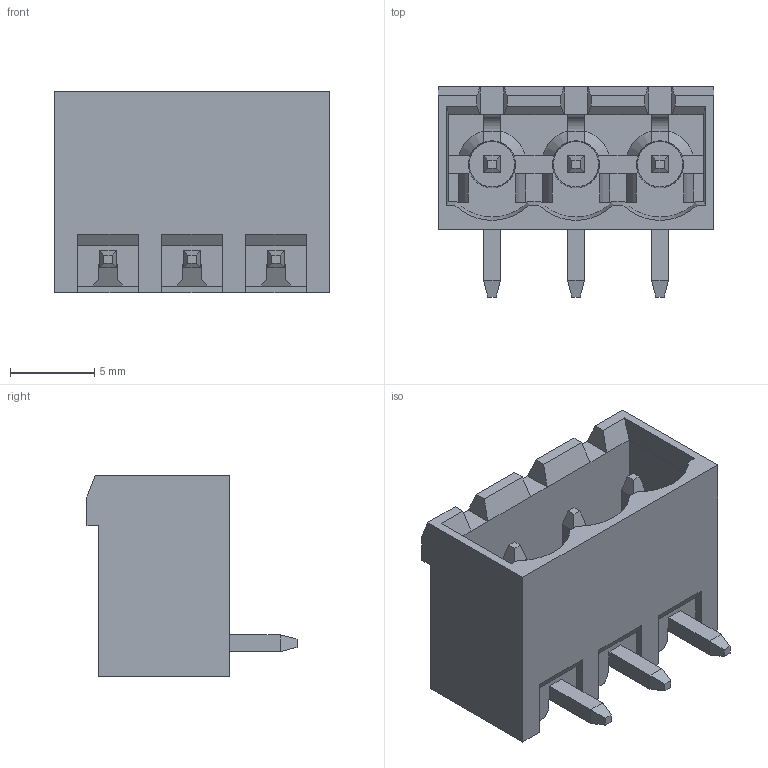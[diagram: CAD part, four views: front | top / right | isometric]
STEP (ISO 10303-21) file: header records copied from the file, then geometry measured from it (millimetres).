
FILE_DESCRIPTION(('FreeCAD Model'),'2;1');
FILE_NAME('Open CASCADE Shape Model','2024-11-06T09:54:50',(''),(''), 'Open CASCADE STEP processor 7.6','FreeCAD','Unknown');
FILE_SCHEMA(('AUTOMOTIVE_DESIGN { 1 0 10303 214 1 1 1 1 }'));
Length unit declared in the file: millimetre
Products named in the file (1): CUI_DEVICES_TBP04R12-500-03BE
Bounding box: 16.4 x 12.5 x 12 mm (x, y, z)
Volume: 711.3 mm3; surface area: 1555.9 mm2
Topology: 1 solids, 1 shells, 231 faces, 622 edges, 396 vertices
Faces by surface type: plane 201, cone 18, cylinder 12
Entity records: 8776 total; most frequent: CARTESIAN_POINT 1388, ORIENTED_EDGE 1244, DIRECTION 1122, EDGE_CURVE 622, LINE 514, VECTOR 514, VERTEX_POINT 396, AXIS2_PLACEMENT_3D 304
